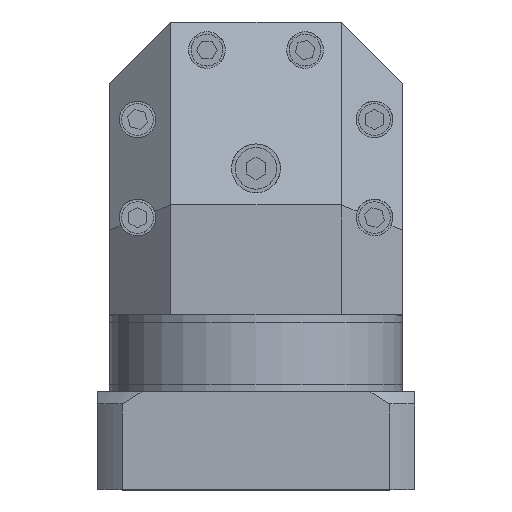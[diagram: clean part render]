
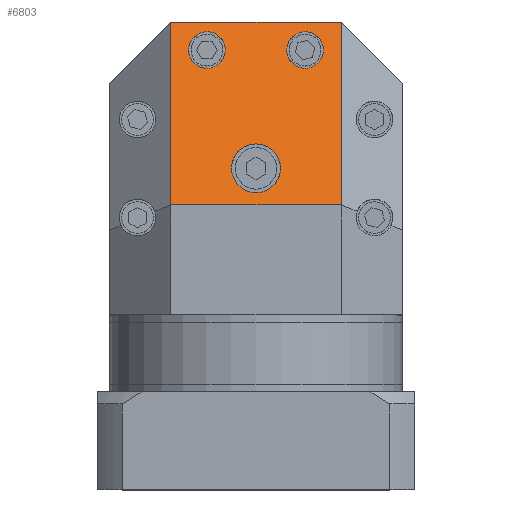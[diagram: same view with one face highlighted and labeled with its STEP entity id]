
A CAD part, top view. The second image highlights one B-rep face of the part: STEP entity #6803.
In plain terms, the highlighted planar face has unit normal (0, 0.707, 0.707).
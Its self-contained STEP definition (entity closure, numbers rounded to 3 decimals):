
#49 =( BOUNDED_CURVE ( )  B_SPLINE_CURVE ( 3, ( #8056, #1185, #9045, #3174 ),
 .UNSPECIFIED., .F., .T. ) 
 B_SPLINE_CURVE_WITH_KNOTS ( ( 4, 4 ),
 ( 1.571, 4.712 ),
 .UNSPECIFIED. ) 
 CURVE ( )  GEOMETRIC_REPRESENTATION_ITEM ( )  RATIONAL_B_SPLINE_CURVE ( ( 1., 0.333, 0.333, 1. ) ) 
 REPRESENTATION_ITEM ( '' )  );
#71 = EDGE_CURVE ( 'NONE', #8999, #8873, #8988, .T. ) ;
#189 = EDGE_CURVE ( 'NONE', #3869, #5853, #1154, .T. ) ;
#396 = CARTESIAN_POINT ( 'NONE',  ( 27.591, 48.504, -3.504 ) ) ;
#488 = CARTESIAN_POINT ( 'NONE',  ( 35., -15., 60. ) ) ;
#561 = CARTESIAN_POINT ( 'NONE',  ( 12.591, 48.504, -3.504 ) ) ;
#937 = ORIENTED_EDGE ( 'NONE', *, *, #189, .T. ) ;
#1048 = EDGE_CURVE ( 'NONE', #3869, #6919, #2512, .T. ) ;
#1147 =( BOUNDED_CURVE ( )  B_SPLINE_CURVE ( 3, ( #6735, #7719, #1831, #8709 ),
 .UNSPECIFIED., .F., .T. ) 
 B_SPLINE_CURVE_WITH_KNOTS ( ( 4, 4 ),
 ( 4.712, 7.854 ),
 .UNSPECIFIED. ) 
 CURVE ( )  GEOMETRIC_REPRESENTATION_ITEM ( )  RATIONAL_B_SPLINE_CURVE ( ( 1., 0.333, 0.333, 1. ) ) 
 REPRESENTATION_ITEM ( '' )  );
#1154 = LINE ( 'NONE', #10442, #8682 ) ;
#1179 = VERTEX_POINT ( 'NONE', #9993 ) ;
#1185 = CARTESIAN_POINT ( 'NONE',  ( 10., 20., 25. ) ) ;
#1332 = EDGE_LOOP ( 'NONE', ( #12410, #11505 ) ) ;
#1446 = DIRECTION ( 'NONE',  ( 0., -0.707, -0.707 ) ) ;
#1512 = CARTESIAN_POINT ( 'NONE',  ( 27.591, 48.504, -3.504 ) ) ;
#1644 = EDGE_CURVE ( 'NONE', #6030, #10606, #6683, .T. ) ;
#1665 = DIRECTION ( 'NONE',  ( 1., 0., 0. ) ) ;
#1709 = CARTESIAN_POINT ( 'NONE',  ( -60., 60., -15. ) ) ;
#1822 = CARTESIAN_POINT ( 'NONE',  ( 10., 0., 45. ) ) ;
#1831 = CARTESIAN_POINT ( 'NONE',  ( -12.591, 33.504, 11.496 ) ) ;
#1871 = FACE_OUTER_BOUND ( 'NONE', #7754, .T. ) ;
#2177 = FACE_BOUND ( 'NONE', #8298, .T. ) ;
#2198 = CARTESIAN_POINT ( 'NONE',  ( -27.591, 48.504, -3.504 ) ) ;
#2445 = ORIENTED_EDGE ( 'NONE', *, *, #4105, .F. ) ;
#2460 = DIRECTION ( 'NONE',  ( 0., 0.707, -0.707 ) ) ;
#2512 = LINE ( 'NONE', #1709, #4840 ) ;
#2731 = CARTESIAN_POINT ( 'NONE',  ( -10., 0., 45. ) ) ;
#2787 = CARTESIAN_POINT ( 'NONE',  ( -27.591, 48.504, -3.504 ) ) ;
#3174 = CARTESIAN_POINT ( 'NONE',  ( -10., 0., 45. ) ) ;
#3450 = VECTOR ( 'NONE', #2460, 1000. ) ;
#3623 = CARTESIAN_POINT ( 'NONE',  ( -27.591, 63.504, -18.504 ) ) ;
#3744 = CARTESIAN_POINT ( 'NONE',  ( -12.591, 63.504, -18.504 ) ) ;
#3747 = ORIENTED_EDGE ( 'NONE', *, *, #10855, .F. ) ;
#3869 = VERTEX_POINT ( 'NONE', #5007 ) ;
#3913 = CARTESIAN_POINT ( 'NONE',  ( -12.591, 48.504, -3.504 ) ) ;
#3928 = CARTESIAN_POINT ( 'NONE',  ( 27.591, 48.504, -3.504 ) ) ;
#4105 = EDGE_CURVE ( 'NONE', #10606, #6030, #1147, .T. ) ;
#4521 = FACE_BOUND ( 'NONE', #9736, .T. ) ;
#4757 = DIRECTION ( 'NONE',  ( -1., 0., 0. ) ) ;
#4840 = VECTOR ( 'NONE', #1665, 1000. ) ;
#4977 = CARTESIAN_POINT ( 'NONE',  ( -10., 0., 45. ) ) ;
#5007 = CARTESIAN_POINT ( 'NONE',  ( -35., 60., -15. ) ) ;
#5259 = AXIS2_PLACEMENT_3D ( 'NONE', #7330, #1446, #8323 ) ;
#5408 = CARTESIAN_POINT ( 'NONE',  ( 10., 0., 45. ) ) ;
#5468 = CARTESIAN_POINT ( 'NONE',  ( 35., 60., -15. ) ) ;
#5844 = EDGE_CURVE ( 'NONE', #12465, #6919, #8962, .T. ) ;
#5853 = VERTEX_POINT ( 'NONE', #6424 ) ;
#5991 = ORIENTED_EDGE ( 'NONE', *, *, #1644, .F. ) ;
#6030 = VERTEX_POINT ( 'NONE', #9578 ) ;
#6282 = VECTOR ( 'NONE', #4757, 1000. ) ;
#6424 = CARTESIAN_POINT ( 'NONE',  ( -35., -15., 60. ) ) ;
#6453 = CARTESIAN_POINT ( 'NONE',  ( 12.591, 63.504, -18.504 ) ) ;
#6683 =( BOUNDED_CURVE ( )  B_SPLINE_CURVE ( 3, ( #3913, #3744, #3623, #2198 ),
 .UNSPECIFIED., .F., .F. ) 
 B_SPLINE_CURVE_WITH_KNOTS ( ( 4, 4 ),
 ( 1.571, 4.712 ),
 .UNSPECIFIED. ) 
 CURVE ( )  GEOMETRIC_REPRESENTATION_ITEM ( )  RATIONAL_B_SPLINE_CURVE ( ( 1., 0.333, 0.333, 1. ) ) 
 REPRESENTATION_ITEM ( '' )  );
#6735 = CARTESIAN_POINT ( 'NONE',  ( -27.591, 48.504, -3.504 ) ) ;
#6803 = ADVANCED_FACE ( 'NONE', ( #9694, #2177, #4521, #1871 ), #10242, .F. ) ;
#6919 = VERTEX_POINT ( 'NONE', #5468 ) ;
#7330 = CARTESIAN_POINT ( 'NONE',  ( 0., -15., 60. ) ) ;
#7719 = CARTESIAN_POINT ( 'NONE',  ( -27.591, 33.504, 11.496 ) ) ;
#7754 = EDGE_LOOP ( 'NONE', ( #10723, #937, #12343, #9401 ) ) ;
#7827 = CARTESIAN_POINT ( 'NONE',  ( 12.591, 48.504, -3.504 ) ) ;
#8056 = CARTESIAN_POINT ( 'NONE',  ( 10., 0., 45. ) ) ;
#8298 = EDGE_LOOP ( 'NONE', ( #5991, #2445 ) ) ;
#8323 = DIRECTION ( 'NONE',  ( -1., 0., 0. ) ) ;
#8578 = LINE ( 'NONE', #10608, #6282 ) ;
#8682 = VECTOR ( 'NONE', #10828, 1000. ) ;
#8709 = CARTESIAN_POINT ( 'NONE',  ( -12.591, 48.504, -3.504 ) ) ;
#8873 = VERTEX_POINT ( 'NONE', #1822 ) ;
#8962 = LINE ( 'NONE', #488, #3450 ) ;
#8988 =( BOUNDED_CURVE ( )  B_SPLINE_CURVE ( 3, ( #2731, #9750, #10059, #5408 ),
 .UNSPECIFIED., .F., .F. ) 
 B_SPLINE_CURVE_WITH_KNOTS ( ( 4, 4 ),
 ( 4.712, 7.854 ),
 .UNSPECIFIED. ) 
 CURVE ( )  GEOMETRIC_REPRESENTATION_ITEM ( )  RATIONAL_B_SPLINE_CURVE ( ( 1., 0.333, 0.333, 1. ) ) 
 REPRESENTATION_ITEM ( '' )  );
#8999 = VERTEX_POINT ( 'NONE', #4977 ) ;
#9045 = CARTESIAN_POINT ( 'NONE',  ( -10., 20., 25. ) ) ;
#9167 =( BOUNDED_CURVE ( )  B_SPLINE_CURVE ( 3, ( #7827, #12701, #9785, #3928 ),
 .UNSPECIFIED., .F., .T. ) 
 B_SPLINE_CURVE_WITH_KNOTS ( ( 4, 4 ),
 ( 4.712, 7.854 ),
 .UNSPECIFIED. ) 
 CURVE ( )  GEOMETRIC_REPRESENTATION_ITEM ( )  RATIONAL_B_SPLINE_CURVE ( ( 1., 0.333, 0.333, 1. ) ) 
 REPRESENTATION_ITEM ( '' )  );
#9401 = ORIENTED_EDGE ( 'NONE', *, *, #5844, .T. ) ;
#9491 = CARTESIAN_POINT ( 'NONE',  ( 35., -15., 60. ) ) ;
#9574 = EDGE_CURVE ( 'NONE', #1179, #11540, #9167, .T. ) ;
#9578 = CARTESIAN_POINT ( 'NONE',  ( -12.591, 48.504, -3.504 ) ) ;
#9694 = FACE_BOUND ( 'NONE', #1332, .T. ) ;
#9736 = EDGE_LOOP ( 'NONE', ( #3747, #11579 ) ) ;
#9750 = CARTESIAN_POINT ( 'NONE',  ( -10., -20., 65. ) ) ;
#9785 = CARTESIAN_POINT ( 'NONE',  ( 27.591, 33.504, 11.496 ) ) ;
#9993 = CARTESIAN_POINT ( 'NONE',  ( 12.591, 48.504, -3.504 ) ) ;
#10048 = EDGE_CURVE ( 'NONE', #12465, #5853, #8578, .T. ) ;
#10059 = CARTESIAN_POINT ( 'NONE',  ( 10., -20., 65. ) ) ;
#10242 = PLANE ( 'NONE',  #5259 ) ;
#10442 = CARTESIAN_POINT ( 'NONE',  ( -35., -15., 60. ) ) ;
#10606 = VERTEX_POINT ( 'NONE', #2787 ) ;
#10608 = CARTESIAN_POINT ( 'NONE',  ( 0., -15., 60. ) ) ;
#10723 = ORIENTED_EDGE ( 'NONE', *, *, #1048, .F. ) ;
#10828 = DIRECTION ( 'NONE',  ( 0., -0.707, 0.707 ) ) ;
#10855 = EDGE_CURVE ( 'NONE', #8873, #8999, #49, .T. ) ;
#11350 = CARTESIAN_POINT ( 'NONE',  ( 27.591, 63.504, -18.504 ) ) ;
#11505 = ORIENTED_EDGE ( 'NONE', *, *, #9574, .F. ) ;
#11540 = VERTEX_POINT ( 'NONE', #396 ) ;
#11579 = ORIENTED_EDGE ( 'NONE', *, *, #71, .F. ) ;
#11640 = EDGE_CURVE ( 'NONE', #11540, #1179, #11838, .T. ) ;
#11838 =( BOUNDED_CURVE ( )  B_SPLINE_CURVE ( 3, ( #1512, #11350, #6453, #561 ),
 .UNSPECIFIED., .F., .F. ) 
 B_SPLINE_CURVE_WITH_KNOTS ( ( 4, 4 ),
 ( 1.571, 4.712 ),
 .UNSPECIFIED. ) 
 CURVE ( )  GEOMETRIC_REPRESENTATION_ITEM ( )  RATIONAL_B_SPLINE_CURVE ( ( 1., 0.333, 0.333, 1. ) ) 
 REPRESENTATION_ITEM ( '' )  );
#12343 = ORIENTED_EDGE ( 'NONE', *, *, #10048, .F. ) ;
#12410 = ORIENTED_EDGE ( 'NONE', *, *, #11640, .F. ) ;
#12465 = VERTEX_POINT ( 'NONE', #9491 ) ;
#12701 = CARTESIAN_POINT ( 'NONE',  ( 12.591, 33.504, 11.496 ) ) ;
